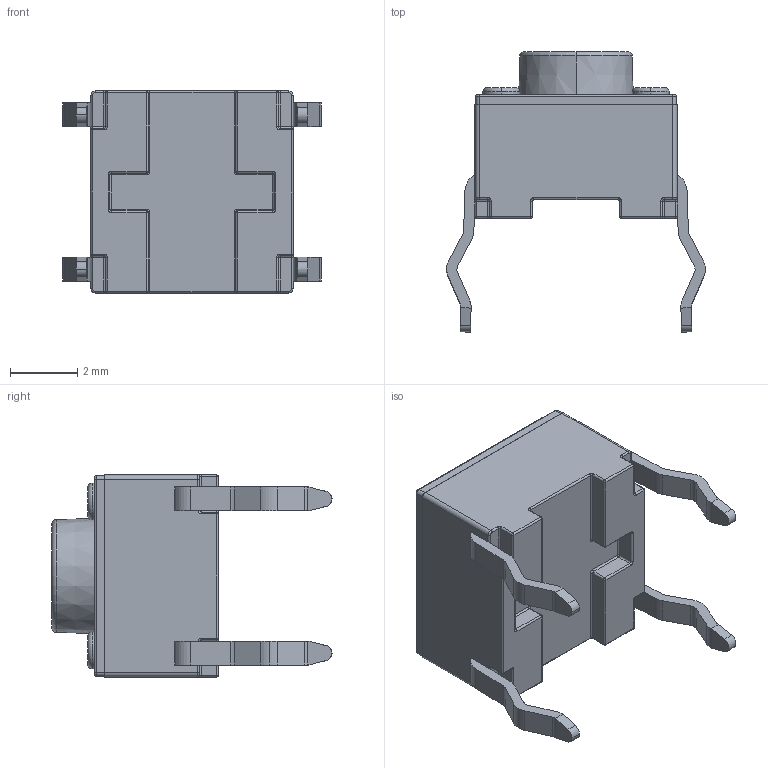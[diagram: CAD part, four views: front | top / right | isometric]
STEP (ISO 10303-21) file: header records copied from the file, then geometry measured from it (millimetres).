
FILE_DESCRIPTION (( 'STEP AP214' ), '1' );
FILE_NAME ('Button 6x6DIP.STEP', '2018-07-18T22:02:19', ( '' ), ( '' ), 'SwSTEP 2.0', 'SolidWorks 2018', '' );
FILE_SCHEMA (( 'AUTOMOTIVE_DESIGN' ));
Length unit declared in the file: inch
Products named in the file (1): Button 6x6DIP
Bounding box: 7.69 x 8.33 x 6.01 mm (x, y, z)
Volume: 137.4 mm3; surface area: 213.4 mm2
Topology: 1 solids, 1 shells, 294 faces, 720 edges, 410 vertices
Faces by surface type: cylinder 138, plane 88, torus 42, sphere 24, cone 2
Entity records: 9845 total; most frequent: DIRECTION 1614, CARTESIAN_POINT 1431, ORIENTED_EDGE 1392, EDGE_CURVE 696, AXIS2_PLACEMENT_3D 631, VERTEX_POINT 410, LINE 352, VECTOR 352
